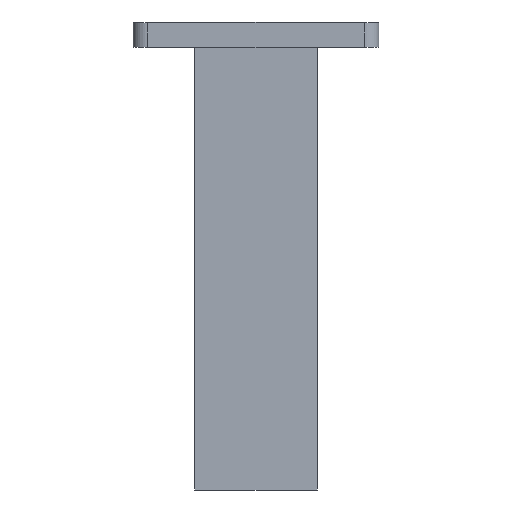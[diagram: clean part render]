
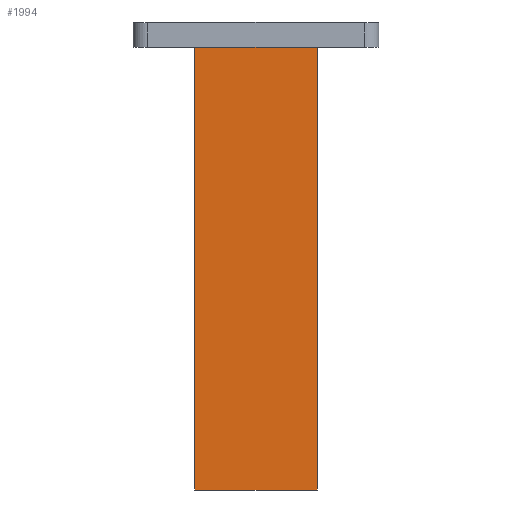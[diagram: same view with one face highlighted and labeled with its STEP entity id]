
A CAD part, front view. The second image highlights one B-rep face of the part: STEP entity #1994.
In plain terms, the highlighted planar face has unit normal (0, -1, 0).
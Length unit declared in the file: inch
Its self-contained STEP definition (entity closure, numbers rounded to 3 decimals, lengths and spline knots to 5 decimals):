
#88 = DIRECTION ( 'NONE',  ( 0., 0., 1. ) ) ;
#130 = VERTEX_POINT ( 'NONE', #1033 ) ;
#164 = VERTEX_POINT ( 'NONE', #580 ) ;
#184 = DIRECTION ( 'NONE',  ( 0., -1., 0. ) ) ;
#211 = LINE ( 'NONE', #1833, #1948 ) ;
#279 = VERTEX_POINT ( 'NONE', #1435 ) ;
#424 = EDGE_LOOP ( 'NONE', ( #1141, #1392, #1174, #969 ) ) ;
#567 = LINE ( 'NONE', #1677, #1431 ) ;
#575 = VECTOR ( 'NONE', #1843, 39.37008 ) ;
#580 = CARTESIAN_POINT ( 'NONE',  ( 0.625, -0.3125, -4.75 ) ) ;
#597 = AXIS2_PLACEMENT_3D ( 'NONE', #680, #184, #1929 ) ;
#614 = LINE ( 'NONE', #1883, #575 ) ;
#619 = EDGE_CURVE ( 'NONE', #130, #279, #567, .T. ) ;
#680 = CARTESIAN_POINT ( 'NONE',  ( -0.625, -0.3125, -4.75 ) ) ;
#693 = EDGE_CURVE ( 'NONE', #1165, #130, #957, .T. ) ;
#782 = EDGE_CURVE ( 'NONE', #1165, #164, #614, .T. ) ;
#783 = DIRECTION ( 'NONE',  ( 0., 0., 1. ) ) ;
#957 = LINE ( 'NONE', #1861, #1821 ) ;
#969 = ORIENTED_EDGE ( 'NONE', *, *, #1787, .T. ) ;
#1033 = CARTESIAN_POINT ( 'NONE',  ( -0.625, -0.3125, -0.25 ) ) ;
#1035 = DIRECTION ( 'NONE',  ( 1., 0., 0. ) ) ;
#1141 = ORIENTED_EDGE ( 'NONE', *, *, #619, .F. ) ;
#1165 = VERTEX_POINT ( 'NONE', #1405 ) ;
#1174 = ORIENTED_EDGE ( 'NONE', *, *, #782, .T. ) ;
#1294 = PLANE ( 'NONE',  #597 ) ;
#1392 = ORIENTED_EDGE ( 'NONE', *, *, #693, .F. ) ;
#1405 = CARTESIAN_POINT ( 'NONE',  ( -0.625, -0.3125, -4.75 ) ) ;
#1431 = VECTOR ( 'NONE', #1035, 39.37008 ) ;
#1435 = CARTESIAN_POINT ( 'NONE',  ( 0.625, -0.3125, -0.25 ) ) ;
#1677 = CARTESIAN_POINT ( 'NONE',  ( 0., -0.3125, -0.25 ) ) ;
#1787 = EDGE_CURVE ( 'NONE', #164, #279, #211, .T. ) ;
#1821 = VECTOR ( 'NONE', #783, 39.37008 ) ;
#1833 = CARTESIAN_POINT ( 'NONE',  ( 0.625, -0.3125, -4.75 ) ) ;
#1843 = DIRECTION ( 'NONE',  ( 1., 0., 0. ) ) ;
#1861 = CARTESIAN_POINT ( 'NONE',  ( -0.625, -0.3125, -4.75 ) ) ;
#1883 = CARTESIAN_POINT ( 'NONE',  ( -0.625, -0.3125, -4.75 ) ) ;
#1915 = FACE_OUTER_BOUND ( 'NONE', #424, .T. ) ;
#1929 = DIRECTION ( 'NONE',  ( 0., 0., -1. ) ) ;
#1948 = VECTOR ( 'NONE', #88, 39.37008 ) ;
#1994 = ADVANCED_FACE ( 'NONE', ( #1915 ), #1294, .T. ) ;
